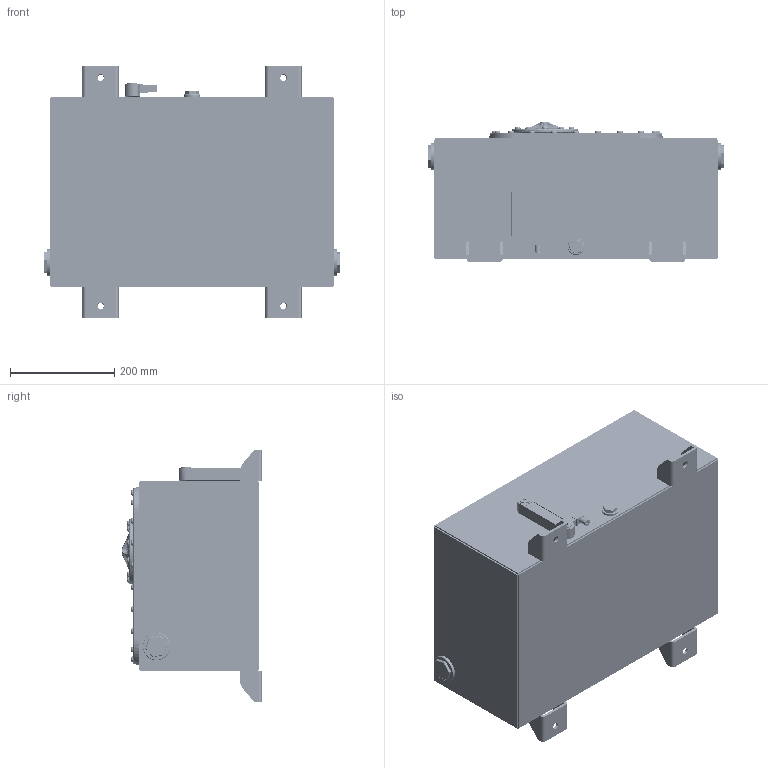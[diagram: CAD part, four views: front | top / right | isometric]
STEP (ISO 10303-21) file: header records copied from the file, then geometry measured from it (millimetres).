
FILE_DESCRIPTION(('FreeCAD Model'),'2;1');
FILE_NAME('Open CASCADE Shape Model','2025-05-04T09:20:21',('FreeCAD'),( 'FreeCAD'),'Open CASCADE STEP processor 7.6','FreeCAD','Unknown');
FILE_SCHEMA(('AUTOMOTIVE_DESIGN { 1 0 10303 214 1 1 1 1 }'));
Products named in the file (1): Open CASCADE STEP translator 7.6 1
Bounding box: 568.84 x 269.03 x 483.97 mm (x, y, z)
Volume: 3757753 mm3; surface area: 2592808.2 mm2
Topology: 116 solids, 116 shells, 5891 faces, 14967 edges, 9022 vertices
Faces by surface type: bspline 5891
Entity records: 361436 total; most frequent: CARTESIAN_POINT 280124, ORIENTED_EDGE 29130, EDGE_CURVE 14565, VERTEX_POINT 9022, B_SPLINE_CURVE_WITH_KNOTS 8202, FACE_BOUND 6462, EDGE_LOOP 6462, ADVANCED_FACE 5891
